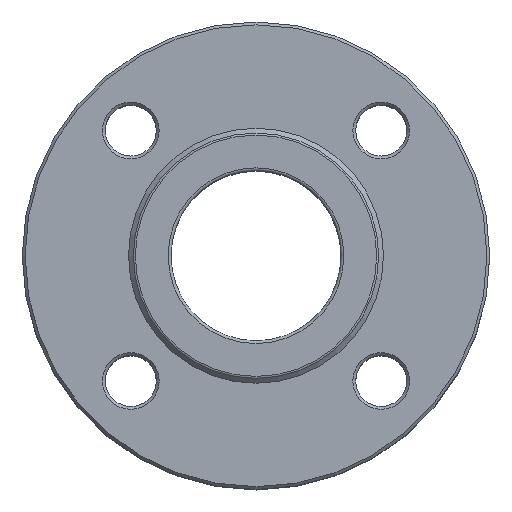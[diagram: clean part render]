
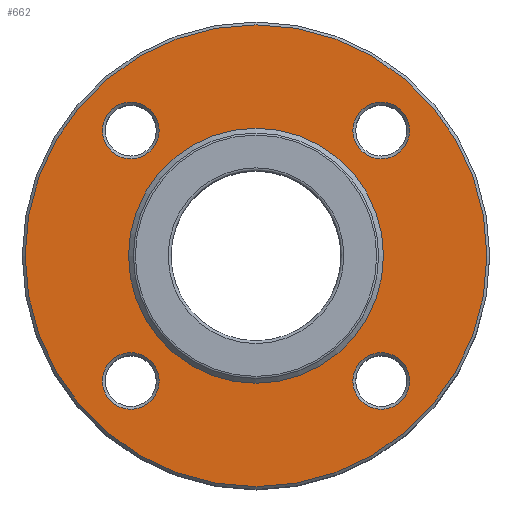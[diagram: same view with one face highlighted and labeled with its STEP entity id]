
A CAD part, top view. The second image highlights one B-rep face of the part: STEP entity #662.
In plain terms, the highlighted planar face has unit normal (0, 0, 1).
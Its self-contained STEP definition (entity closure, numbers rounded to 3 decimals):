
#38=FACE_BOUND('',#108,.T.);
#39=FACE_BOUND('',#109,.T.);
#40=FACE_BOUND('',#110,.T.);
#41=FACE_BOUND('',#111,.T.);
#42=FACE_BOUND('',#112,.T.);
#60=PLANE('',#727);
#67=FACE_OUTER_BOUND('',#107,.T.);
#107=EDGE_LOOP('',(#430));
#108=EDGE_LOOP('',(#431));
#109=EDGE_LOOP('',(#432));
#110=EDGE_LOOP('',(#433));
#111=EDGE_LOOP('',(#434));
#112=EDGE_LOOP('',(#435));
#221=CIRCLE('',#726,10.);
#222=CIRCLE('',#728,81.5);
#223=CIRCLE('',#729,10.);
#224=CIRCLE('',#730,10.);
#225=CIRCLE('',#731,45.);
#226=CIRCLE('',#732,10.);
#281=VERTEX_POINT('',#1044);
#282=VERTEX_POINT('',#1048);
#283=VERTEX_POINT('',#1050);
#284=VERTEX_POINT('',#1052);
#285=VERTEX_POINT('',#1054);
#286=VERTEX_POINT('',#1056);
#338=EDGE_CURVE('',#281,#281,#221,.T.);
#339=EDGE_CURVE('',#282,#282,#222,.T.);
#340=EDGE_CURVE('',#283,#283,#223,.T.);
#341=EDGE_CURVE('',#284,#284,#224,.T.);
#342=EDGE_CURVE('',#285,#285,#225,.T.);
#343=EDGE_CURVE('',#286,#286,#226,.T.);
#430=ORIENTED_EDGE('',*,*,#339,.T.);
#431=ORIENTED_EDGE('',*,*,#340,.T.);
#432=ORIENTED_EDGE('',*,*,#341,.T.);
#433=ORIENTED_EDGE('',*,*,#342,.F.);
#434=ORIENTED_EDGE('',*,*,#343,.T.);
#435=ORIENTED_EDGE('',*,*,#338,.T.);
#662=ADVANCED_FACE('',(#67,#38,#39,#40,#41,#42),#60,.T.);
#726=AXIS2_PLACEMENT_3D('',#1046,#827,#828);
#727=AXIS2_PLACEMENT_3D('',#1047,#829,#830);
#728=AXIS2_PLACEMENT_3D('',#1049,#831,#832);
#729=AXIS2_PLACEMENT_3D('',#1051,#833,#834);
#730=AXIS2_PLACEMENT_3D('',#1053,#835,#836);
#731=AXIS2_PLACEMENT_3D('',#1055,#837,#838);
#732=AXIS2_PLACEMENT_3D('',#1057,#839,#840);
#827=DIRECTION('center_axis',(0.,0.,-1.));
#828=DIRECTION('ref_axis',(-1.,0.,0.));
#829=DIRECTION('center_axis',(0.,0.,1.));
#830=DIRECTION('ref_axis',(1.,0.,0.));
#831=DIRECTION('center_axis',(0.,0.,1.));
#832=DIRECTION('ref_axis',(-1.,0.,0.));
#833=DIRECTION('center_axis',(0.,0.,-1.));
#834=DIRECTION('ref_axis',(-1.,0.,0.));
#835=DIRECTION('center_axis',(0.,0.,-1.));
#836=DIRECTION('ref_axis',(-1.,0.,0.));
#837=DIRECTION('center_axis',(0.,0.,1.));
#838=DIRECTION('ref_axis',(-1.,0.,0.));
#839=DIRECTION('center_axis',(0.,0.,-1.));
#840=DIRECTION('ref_axis',(-1.,0.,0.));
#1044=CARTESIAN_POINT('',(-34.194,-44.194,101.));
#1046=CARTESIAN_POINT('Origin',(-44.194,-44.194,101.));
#1047=CARTESIAN_POINT('Origin',(0.,0.,101.));
#1048=CARTESIAN_POINT('',(81.5,0.,101.));
#1049=CARTESIAN_POINT('Origin',(0.,0.,101.));
#1050=CARTESIAN_POINT('',(54.194,-44.194,101.));
#1051=CARTESIAN_POINT('Origin',(44.194,-44.194,101.));
#1052=CARTESIAN_POINT('',(-34.194,44.194,101.));
#1053=CARTESIAN_POINT('Origin',(-44.194,44.194,101.));
#1054=CARTESIAN_POINT('',(-45.,0.,101.));
#1055=CARTESIAN_POINT('Origin',(0.,0.,101.));
#1056=CARTESIAN_POINT('',(54.194,44.194,101.));
#1057=CARTESIAN_POINT('Origin',(44.194,44.194,101.));
